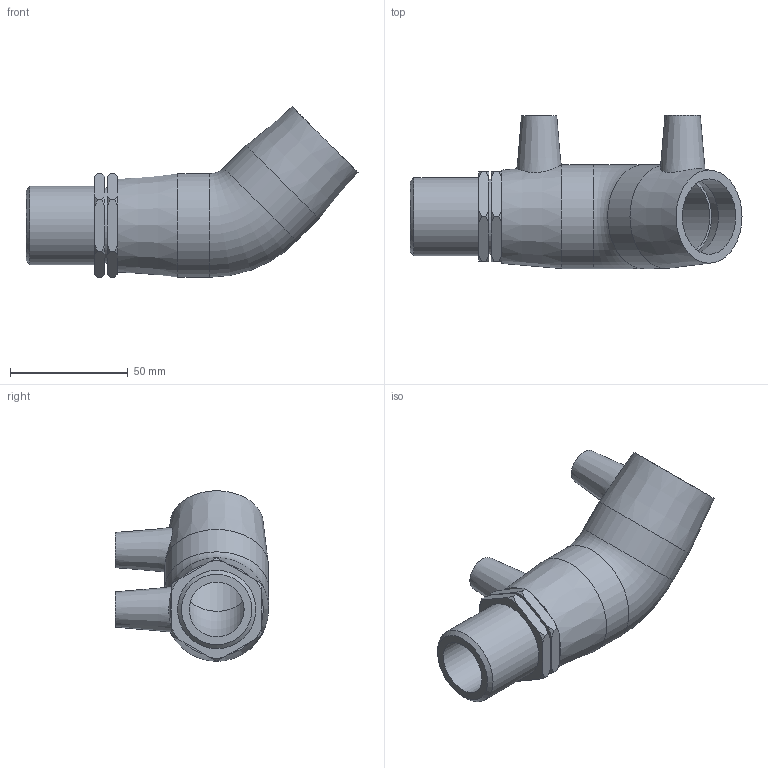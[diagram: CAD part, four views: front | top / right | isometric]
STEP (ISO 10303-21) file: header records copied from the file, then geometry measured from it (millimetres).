
FILE_DESCRIPTION(/* description */ ('PLASSON PE MALE TRANSITION 45° ELBOW 32-1"'),/* implementation_level */ '2;1');
FILE_NAME(/* name */ '497604032010.ipt.stp',/* time_stamp */ '2017-11-06T09:20:42+02:00',/* author */ ('KIM'),/* organization */ (''),/* preprocessor_version */ 'ST-DEVELOPER v15.6',/* originating_system */ 'Autodesk Inventor 2015',/* authorisation */ '');
FILE_SCHEMA (('AUTOMOTIVE_DESIGN { 1 0 10303 214 3 1 1 }'));
Length unit declared in the file: millimetre
Products named in the file (1): 497604032010
Bounding box: 141 x 65 x 72.45 mm (x, y, z)
Volume: 112398.2 mm3; surface area: 37794.6 mm2
Topology: 1 solids, 2 shells, 77 faces, 182 edges, 121 vertices
Faces by surface type: cone 31, plane 30, cylinder 14, torus 2
Full cylindrical faces by diameter (mm): 4 x2, 10 x2, 23.274 x1, 24 x1, 32 x5, 33.249 x1, 44 x2
Entity records: 2120 total; most frequent: CARTESIAN_POINT 563, DIRECTION 312, ORIENTED_EDGE 294, EDGE_CURVE 147, AXIS2_PLACEMENT_3D 138, EDGE_LOOP 118, VERTEX_POINT 111, FACE_OUTER_BOUND 77
